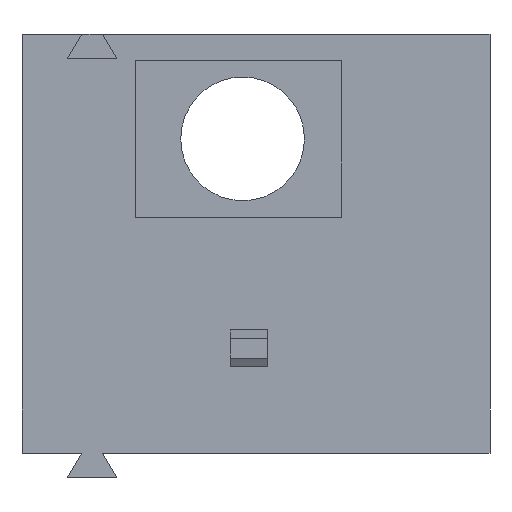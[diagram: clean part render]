
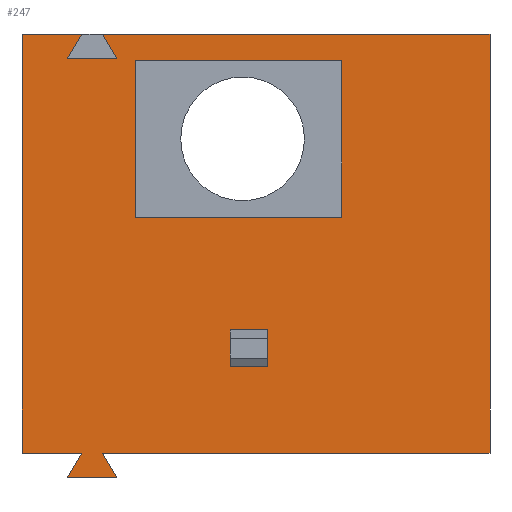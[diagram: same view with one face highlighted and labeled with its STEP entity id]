
A CAD part, front view. The second image highlights one B-rep face of the part: STEP entity #247.
In plain terms, the highlighted planar face has unit normal (0, -1, 0).
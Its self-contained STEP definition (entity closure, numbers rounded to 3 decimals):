
#247 = ADVANCED_FACE( '', ( #505, #506, #507 ), #508, .T. );
#505 = FACE_BOUND( '', #771, .T. );
#506 = FACE_BOUND( '', #772, .T. );
#507 = FACE_OUTER_BOUND( '', #773, .T. );
#508 = PLANE( '', #774 );
#771 = EDGE_LOOP( '', ( #1394, #1395, #1396, #1397 ) );
#772 = EDGE_LOOP( '', ( #1398, #1399, #1400, #1401 ) );
#773 = EDGE_LOOP( '', ( #1402, #1403, #1404, #1405, #1406, #1407, #1408, #1409, #1410, #1411, #1412, #1413 ) );
#774 = AXIS2_PLACEMENT_3D( '', #1414, #1415, #1416 );
#1394 = ORIENTED_EDGE( '', *, *, #1599, .T. );
#1395 = ORIENTED_EDGE( '', *, *, #1847, .T. );
#1396 = ORIENTED_EDGE( '', *, *, #1650, .T. );
#1397 = ORIENTED_EDGE( '', *, *, #1841, .T. );
#1398 = ORIENTED_EDGE( '', *, *, #1787, .F. );
#1399 = ORIENTED_EDGE( '', *, *, #1597, .T. );
#1400 = ORIENTED_EDGE( '', *, *, #1848, .F. );
#1401 = ORIENTED_EDGE( '', *, *, #1753, .T. );
#1402 = ORIENTED_EDGE( '', *, *, #1620, .F. );
#1403 = ORIENTED_EDGE( '', *, *, #1849, .T. );
#1404 = ORIENTED_EDGE( '', *, *, #1813, .T. );
#1405 = ORIENTED_EDGE( '', *, *, #1850, .T. );
#1406 = ORIENTED_EDGE( '', *, *, #1616, .F. );
#1407 = ORIENTED_EDGE( '', *, *, #1782, .T. );
#1408 = ORIENTED_EDGE( '', *, *, #1803, .T. );
#1409 = ORIENTED_EDGE( '', *, *, #1747, .F. );
#1410 = ORIENTED_EDGE( '', *, *, #1667, .F. );
#1411 = ORIENTED_EDGE( '', *, *, #1851, .F. );
#1412 = ORIENTED_EDGE( '', *, *, #1801, .T. );
#1413 = ORIENTED_EDGE( '', *, *, #1852, .T. );
#1414 = CARTESIAN_POINT( '', ( 5.675, 0., -0.3 ) );
#1415 = DIRECTION( '', ( 0., -1., 0. ) );
#1416 = DIRECTION( '', ( 0., 0., 1. ) );
#1597 = EDGE_CURVE( '', #1893, #1898, #1900, .T. );
#1599 = EDGE_CURVE( '', #1902, #1903, #1904, .T. );
#1616 = EDGE_CURVE( '', #1932, #1934, #1935, .T. );
#1620 = EDGE_CURVE( '', #1940, #1917, #1942, .T. );
#1650 = EDGE_CURVE( '', #1993, #1994, #1995, .T. );
#1667 = EDGE_CURVE( '', #2022, #2017, #2024, .T. );
#1747 = EDGE_CURVE( '', #2017, #2155, #2156, .T. );
#1753 = EDGE_CURVE( '', #2162, #2163, #2164, .T. );
#1782 = EDGE_CURVE( '', #1932, #2204, #2206, .T. );
#1787 = EDGE_CURVE( '', #1893, #2163, #2212, .T. );
#1801 = EDGE_CURVE( '', #2230, #2228, #2231, .T. );
#1803 = EDGE_CURVE( '', #2204, #2155, #2233, .T. );
#1813 = EDGE_CURVE( '', #2246, #2247, #2248, .T. );
#1841 = EDGE_CURVE( '', #1994, #1902, #2278, .T. );
#1847 = EDGE_CURVE( '', #1903, #1993, #2284, .T. );
#1848 = EDGE_CURVE( '', #2162, #1898, #2285, .T. );
#1849 = EDGE_CURVE( '', #1940, #2246, #2286, .T. );
#1850 = EDGE_CURVE( '', #2247, #1934, #2287, .T. );
#1851 = EDGE_CURVE( '', #2230, #2022, #2288, .T. );
#1852 = EDGE_CURVE( '', #2228, #1917, #2289, .T. );
#1893 = VERTEX_POINT( '', #2337 );
#1898 = VERTEX_POINT( '', #2344 );
#1900 = LINE( '', #2347, #2348 );
#1902 = VERTEX_POINT( '', #2350 );
#1903 = VERTEX_POINT( '', #2351 );
#1904 = LINE( '', #2352, #2353 );
#1917 = VERTEX_POINT( '', #2370 );
#1932 = VERTEX_POINT( '', #2392 );
#1934 = VERTEX_POINT( '', #2395 );
#1935 = LINE( '', #2396, #2397 );
#1940 = VERTEX_POINT( '', #2404 );
#1942 = LINE( '', #2407, #2408 );
#1993 = VERTEX_POINT( '', #2477 );
#1994 = VERTEX_POINT( '', #2478 );
#1995 = LINE( '', #2479, #2480 );
#2017 = VERTEX_POINT( '', #2512 );
#2022 = VERTEX_POINT( '', #2519 );
#2024 = LINE( '', #2522, #2523 );
#2155 = VERTEX_POINT( '', #2709 );
#2156 = LINE( '', #2710, #2711 );
#2162 = VERTEX_POINT( '', #2720 );
#2163 = VERTEX_POINT( '', #2721 );
#2164 = LINE( '', #2722, #2723 );
#2204 = VERTEX_POINT( '', #2784 );
#2206 = LINE( '', #2787, #2788 );
#2212 = LINE( '', #2796, #2797 );
#2228 = VERTEX_POINT( '', #2822 );
#2230 = VERTEX_POINT( '', #2825 );
#2231 = LINE( '', #2826, #2827 );
#2233 = LINE( '', #2830, #2831 );
#2246 = VERTEX_POINT( '', #2850 );
#2247 = VERTEX_POINT( '', #2851 );
#2248 = LINE( '', #2852, #2853 );
#2278 = LINE( '', #2899, #2900 );
#2284 = LINE( '', #2908, #2909 );
#2285 = LINE( '', #2910, #2911 );
#2286 = LINE( '', #2912, #2913 );
#2287 = LINE( '', #2914, #2915 );
#2288 = LINE( '', #2916, #2917 );
#2289 = LINE( '', #2918, #2919 );
#2337 = CARTESIAN_POINT( '', ( 5.95, 0., 2.09 ) );
#2344 = CARTESIAN_POINT( '', ( 5.05, 0., 2.09 ) );
#2347 = CARTESIAN_POINT( '', ( 5.35, 0., 2.09 ) );
#2348 = VECTOR( '', #2970, 1000. );
#2350 = CARTESIAN_POINT( '', ( 2.75, 0., 9.52 ) );
#2351 = CARTESIAN_POINT( '', ( 7.75, 0., 9.52 ) );
#2352 = CARTESIAN_POINT( '', ( 5.35, 0., 9.52 ) );
#2353 = VECTOR( '', #2971, 1000. );
#2370 = CARTESIAN_POINT( '', ( 0., 0., 0. ) );
#2392 = CARTESIAN_POINT( '', ( 11.35, 0., 0. ) );
#2395 = CARTESIAN_POINT( '', ( 1.954, 0., 0. ) );
#2396 = CARTESIAN_POINT( '', ( 5.35, 0., 0. ) );
#2397 = VECTOR( '', #2990, 1000. );
#2404 = CARTESIAN_POINT( '', ( 1.446, 0., 0. ) );
#2407 = CARTESIAN_POINT( '', ( 5.35, 0., 0. ) );
#2408 = VECTOR( '', #2994, 1000. );
#2477 = CARTESIAN_POINT( '', ( 7.75, 0., 5.72 ) );
#2478 = CARTESIAN_POINT( '', ( 2.75, 0., 5.72 ) );
#2479 = CARTESIAN_POINT( '', ( 5.35, 0., 5.72 ) );
#2480 = VECTOR( '', #3028, 1000. );
#2512 = CARTESIAN_POINT( '', ( 2.3, 0., 9.56 ) );
#2519 = CARTESIAN_POINT( '', ( 1.1, 0., 9.56 ) );
#2522 = CARTESIAN_POINT( '', ( 5.35, 0., 9.56 ) );
#2523 = VECTOR( '', #3042, 1000. );
#2709 = CARTESIAN_POINT( '', ( 1.954, 0., 10.16 ) );
#2710 = CARTESIAN_POINT( '', ( 6.353, 0., 2.54 ) );
#2711 = VECTOR( '', #3119, 1000. );
#2720 = CARTESIAN_POINT( '', ( 5.05, 0., 2.99 ) );
#2721 = CARTESIAN_POINT( '', ( 5.95, 0., 2.99 ) );
#2722 = CARTESIAN_POINT( '', ( 5.35, 0., 2.99 ) );
#2723 = VECTOR( '', #3123, 1000. );
#2784 = CARTESIAN_POINT( '', ( 11.35, 0., 10.16 ) );
#2787 = CARTESIAN_POINT( '', ( 11.35, 0., -5.08 ) );
#2788 = VECTOR( '', #3146, 1000. );
#2796 = CARTESIAN_POINT( '', ( 5.95, 0., 2.54 ) );
#2797 = VECTOR( '', #3149, 1000. );
#2822 = CARTESIAN_POINT( '', ( 0., 0., 10.16 ) );
#2825 = CARTESIAN_POINT( '', ( 1.446, 0., 10.16 ) );
#2826 = CARTESIAN_POINT( '', ( 5.35, 0., 10.16 ) );
#2827 = VECTOR( '', #3160, 1000. );
#2830 = CARTESIAN_POINT( '', ( 5.35, 0., 10.16 ) );
#2831 = VECTOR( '', #3162, 1000. );
#2850 = CARTESIAN_POINT( '', ( 1.1, 0., -0.6 ) );
#2851 = CARTESIAN_POINT( '', ( 2.3, 0., -0.6 ) );
#2852 = CARTESIAN_POINT( '', ( 1.1, 0., -0.6 ) );
#2853 = VECTOR( '', #3169, 1000. );
#2899 = CARTESIAN_POINT( '', ( 2.75, 0., 12.7 ) );
#2900 = VECTOR( '', #3186, 1000. );
#2908 = CARTESIAN_POINT( '', ( 7.75, 0., 12.7 ) );
#2909 = VECTOR( '', #3189, 1000. );
#2910 = CARTESIAN_POINT( '', ( 5.05, 0., 2.54 ) );
#2911 = VECTOR( '', #3190, 1000. );
#2912 = CARTESIAN_POINT( '', ( 1.446, 0., 0. ) );
#2913 = VECTOR( '', #3191, 1000. );
#2914 = CARTESIAN_POINT( '', ( 2.3, 0., -0.6 ) );
#2915 = VECTOR( '', #3192, 1000. );
#2916 = CARTESIAN_POINT( '', ( -2.953, 0., 2.54 ) );
#2917 = VECTOR( '', #3193, 1000. );
#2918 = CARTESIAN_POINT( '', ( 0., 0., 0. ) );
#2919 = VECTOR( '', #3194, 1000. );
#2970 = DIRECTION( '', ( -1., 0., 0. ) );
#2971 = DIRECTION( '', ( 1., 0., 0. ) );
#2990 = DIRECTION( '', ( -1., 0., 0. ) );
#2994 = DIRECTION( '', ( -1., 0., 0. ) );
#3028 = DIRECTION( '', ( -1., 0., 0. ) );
#3042 = DIRECTION( '', ( 1., 0., 0. ) );
#3119 = DIRECTION( '', ( -0.5, 0., 0.866 ) );
#3123 = DIRECTION( '', ( 1., 0., 0. ) );
#3146 = DIRECTION( '', ( 0., 0., 1. ) );
#3149 = DIRECTION( '', ( 0., 0., 1. ) );
#3160 = DIRECTION( '', ( -1., 0., 0. ) );
#3162 = DIRECTION( '', ( -1., 0., 0. ) );
#3169 = DIRECTION( '', ( 1., 0., 0. ) );
#3186 = DIRECTION( '', ( 0., 0., 1. ) );
#3189 = DIRECTION( '', ( 0., 0., -1. ) );
#3190 = DIRECTION( '', ( 0., 0., -1. ) );
#3191 = DIRECTION( '', ( -0.5, 0., -0.866 ) );
#3192 = DIRECTION( '', ( -0.5, 0., 0.866 ) );
#3193 = DIRECTION( '', ( -0.5, 0., -0.866 ) );
#3194 = DIRECTION( '', ( 0., 0., -1. ) );
